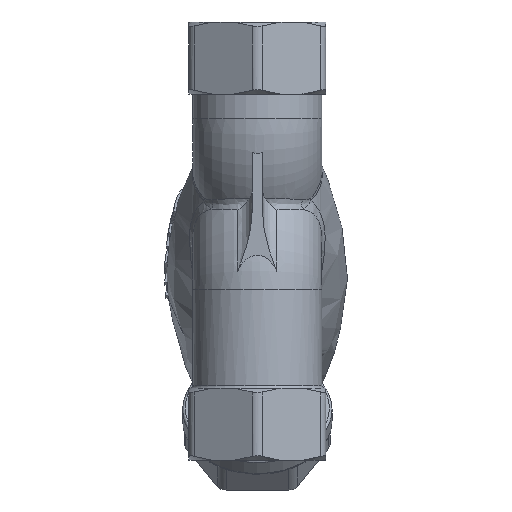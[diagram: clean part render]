
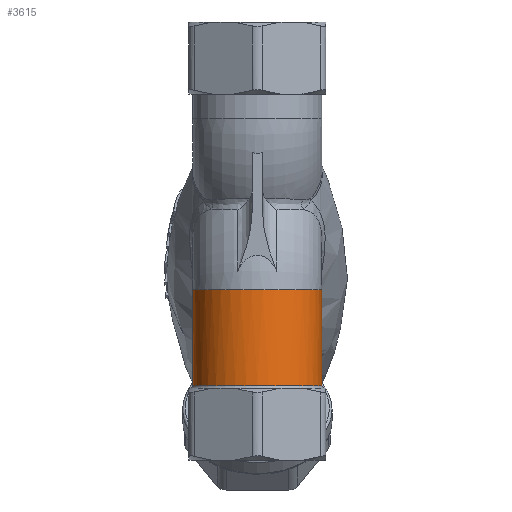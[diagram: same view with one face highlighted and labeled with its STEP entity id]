
A CAD part, front view. The second image highlights one B-rep face of the part: STEP entity #3615.
In plain terms, the highlighted cylindrical face has radius 12.5 mm (diameter 25 mm), a partial arc.
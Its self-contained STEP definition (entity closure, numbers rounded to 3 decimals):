
#191=CYLINDRICAL_SURFACE('',#3911,12.5);
#796=FACE_OUTER_BOUND('',#1010,.T.);
#1010=EDGE_LOOP('',(#3195,#3196,#3197,#3198));
#1112=CIRCLE('',#3900,12.5);
#1119=CIRCLE('',#3912,12.5);
#1296=B_SPLINE_CURVE_WITH_KNOTS('',3,(#7525,#7526,#7527,#7528,#7529,#7530,
#7531,#7532,#7533),.UNSPECIFIED.,.F.,.F.,(4,1,1,1,1,1,4),(-2.506,
-2.417,-2.283,-2.149,-1.611,
-0.806,0.),.UNSPECIFIED.);
#1297=B_SPLINE_CURVE_WITH_KNOTS('',3,(#7535,#7536,#7537,#7538,#7539,#7540,
#7541,#7542),.UNSPECIFIED.,.F.,.F.,(4,1,1,1,1,4),(-5.64,-4.834,
-4.029,-3.626,-3.223,-3.133),
 .UNSPECIFIED.);
#1633=VERTEX_POINT('',#7408);
#1634=VERTEX_POINT('',#7517);
#1635=VERTEX_POINT('',#7518);
#1636=VERTEX_POINT('',#7524);
#2137=EDGE_CURVE('',#1634,#1636,#1296,.T.);
#2139=EDGE_CURVE('',#1633,#1635,#1297,.T.);
#2148=EDGE_CURVE('',#1636,#1633,#1112,.T.);
#2166=EDGE_CURVE('',#1635,#1634,#1119,.T.);
#3195=ORIENTED_EDGE('',*,*,#2166,.F.);
#3196=ORIENTED_EDGE('',*,*,#2139,.F.);
#3197=ORIENTED_EDGE('',*,*,#2148,.F.);
#3198=ORIENTED_EDGE('',*,*,#2137,.F.);
#3615=ADVANCED_FACE('',(#796),#191,.T.);
#3900=AXIS2_PLACEMENT_3D('',#7624,#4597,#4598);
#3911=AXIS2_PLACEMENT_3D('',#7902,#4619,#4620);
#3912=AXIS2_PLACEMENT_3D('',#7903,#4621,#4622);
#4597=DIRECTION('center_axis',(0.,0.,1.));
#4598=DIRECTION('ref_axis',(1.,0.,0.));
#4619=DIRECTION('center_axis',(0.,0.,1.));
#4620=DIRECTION('ref_axis',(0.,-1.,0.));
#4621=DIRECTION('center_axis',(0.,0.,-1.));
#4622=DIRECTION('ref_axis',(0.,-1.,0.));
#7408=CARTESIAN_POINT('',(11.449,5.016,-51.945));
#7517=CARTESIAN_POINT('',(-2.319,12.283,-70.5));
#7518=CARTESIAN_POINT('',(2.319,12.283,-70.5));
#7524=CARTESIAN_POINT('',(-11.449,5.016,-51.945));
#7525=CARTESIAN_POINT('Ctrl Pts',(-2.319,12.283,-70.5));
#7526=CARTESIAN_POINT('Ctrl Pts',(-2.53,12.243,-70.405));
#7527=CARTESIAN_POINT('Ctrl Pts',(-3.049,12.13,-70.139));
#7528=CARTESIAN_POINT('Ctrl Pts',(-3.831,11.91,-69.621));
#7529=CARTESIAN_POINT('Ctrl Pts',(-5.468,11.316,-68.213));
#7530=CARTESIAN_POINT('Ctrl Pts',(-7.874,9.913,-64.864));
#7531=CARTESIAN_POINT('Ctrl Pts',(-10.119,7.57,-59.053));
#7532=CARTESIAN_POINT('Ctrl Pts',(-11.09,5.836,-54.357));
#7533=CARTESIAN_POINT('Ctrl Pts',(-11.449,5.016,-51.945));
#7535=CARTESIAN_POINT('Ctrl Pts',(11.449,5.016,-51.945));
#7536=CARTESIAN_POINT('Ctrl Pts',(11.09,5.836,-54.357));
#7537=CARTESIAN_POINT('Ctrl Pts',(10.119,7.57,-59.054));
#7538=CARTESIAN_POINT('Ctrl Pts',(8.014,9.77,-64.508));
#7539=CARTESIAN_POINT('Ctrl Pts',(5.482,11.315,-68.216));
#7540=CARTESIAN_POINT('Ctrl Pts',(3.674,12.002,-69.837));
#7541=CARTESIAN_POINT('Ctrl Pts',(2.53,12.243,-70.406));
#7542=CARTESIAN_POINT('Ctrl Pts',(2.318,12.282,-70.498));
#7624=CARTESIAN_POINT('Origin',(0.,0.,-51.945));
#7902=CARTESIAN_POINT('Origin',(0.,0.,-85.));
#7903=CARTESIAN_POINT('Origin',(0.,0.,-70.5));
